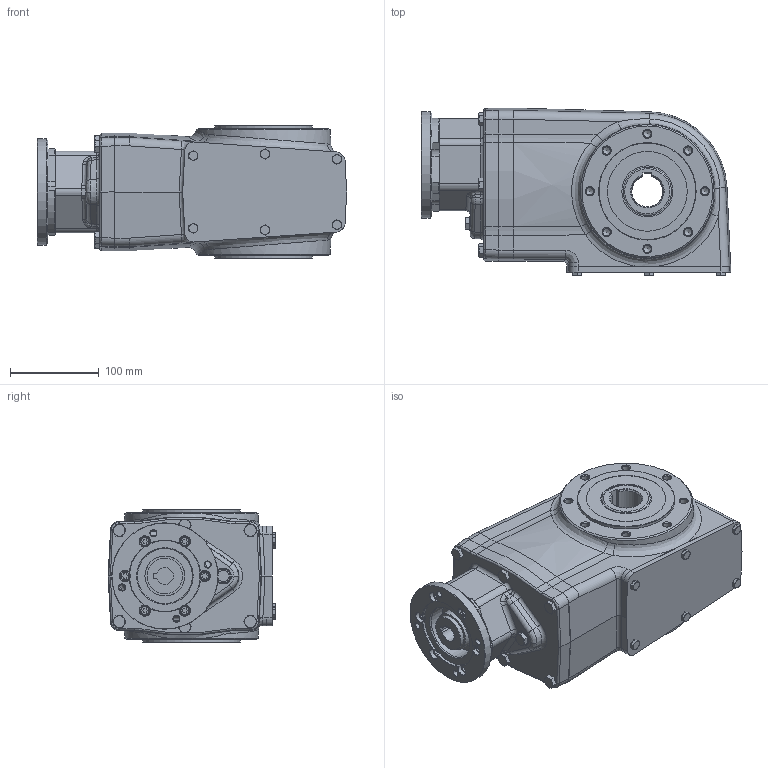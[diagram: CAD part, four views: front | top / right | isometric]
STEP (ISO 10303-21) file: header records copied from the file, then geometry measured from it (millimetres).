
FILE_DESCRIPTION(/* description */ ('Unknown'),/* implementation_level */ '2;1');
FILE_NAME(/* name */ '_B_X62N_I_xxx_-E_FB_N_-R_B3_-D_',/* time_stamp */ '2025-09-24T07:59:08+02:00',/* author */ ('Unknown'),/* organization */ ('Unknown'),/* preprocessor_version */ 'ST-DEVELOPER v18.104',/* originating_system */ 'Solid Edge',/* authorisation */ 'Unknown');
FILE_SCHEMA (('AUTOMOTIVE_DESIGN {1 0 10303 214 3 1 1}'));
Length unit declared in the file: millimetre
Products named in the file (4): Asm2; _B_X62N_I_xxx_-E_FB_; I854046; C505093P
Assembly tree (3 placements, depth 2):
  Asm2
    _B_X62N_I_xxx_-E_FB_
    I854046
    C505093P
Bounding box: 349 x 189.2 x 150 mm (x, y, z)
Volume: 6298606.6 mm3; surface area: 306212.3 mm2
Topology: 3 solids, 6 shells, 754 faces, 1780 edges, 1104 vertices
Faces by surface type: plane 285, cylinder 197, cone 165, bspline 56, torus 51
Full cylindrical faces by diameter (mm): 4.917 x12, 6 x6, 7 x10, 8.376 x32, 8.9 x6, 10 x6, 11.6 x6, 12 x6, 16.662 x1, 18 x1, 29 x1, 40 x1, 45 x2, 57.5 x2, 58 x2, 62 x1, 75 x3, 79.8 x2, 90 x2, 110 x2, 120 x1
Entity records: 26196 total; most frequent: CARTESIAN_POINT 5221, DIRECTION 3235, ORIENTED_EDGE 2978, EDGE_CURVE 1489, AXIS2_PLACEMENT_3D 1330, FACE_BOUND 1062, EDGE_LOOP 1040, VERTEX_POINT 1039
